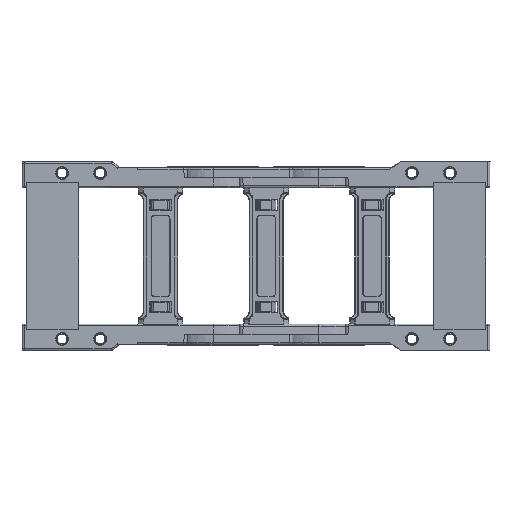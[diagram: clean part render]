
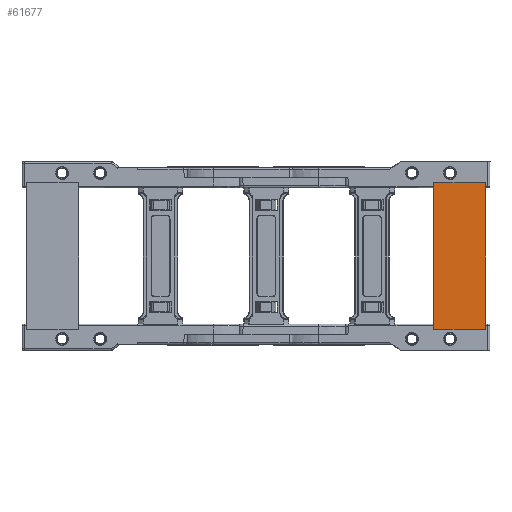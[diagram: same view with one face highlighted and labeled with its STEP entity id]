
A CAD part, front view. The second image highlights one B-rep face of the part: STEP entity #61677.
In plain terms, the highlighted planar face has unit normal (0, -1, 0).
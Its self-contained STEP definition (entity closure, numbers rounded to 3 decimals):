
#1161 = CARTESIAN_POINT ( 'NONE',  ( 29.748, 143.024, -4.503 ) ) ;
#1385 = LINE ( 'NONE', #1161, #14362 ) ;
#3451 = FACE_OUTER_BOUND ( 'NONE', #14781, .T. ) ;
#5052 = VERTEX_POINT ( 'NONE', #40895 ) ;
#5393 = CARTESIAN_POINT ( 'NONE',  ( 29.748, 143.024, -4.503 ) ) ;
#8043 = CARTESIAN_POINT ( 'NONE',  ( 59.985, 143.024, -4.503 ) ) ;
#8371 = CARTESIAN_POINT ( 'NONE',  ( 59.985, 143.024, 81.997 ) ) ;
#14362 = VECTOR ( 'NONE', #36125, 1000. ) ;
#14781 = EDGE_LOOP ( 'NONE', ( #22502, #129690, #147002, #71762 ) ) ;
#16325 = DIRECTION ( 'NONE',  ( 1., 0., 0. ) ) ;
#20008 = DIRECTION ( 'NONE',  ( 0., 0., 1. ) ) ;
#22502 = ORIENTED_EDGE ( 'NONE', *, *, #138887, .T. ) ;
#36125 = DIRECTION ( 'NONE',  ( 0., 0., 1. ) ) ;
#36440 = VECTOR ( 'NONE', #16325, 1000. ) ;
#37065 = AXIS2_PLACEMENT_3D ( 'NONE', #43260, #91720, #139166 ) ;
#40895 = CARTESIAN_POINT ( 'NONE',  ( 29.748, 143.024, 81.997 ) ) ;
#43186 = EDGE_CURVE ( 'NONE', #111938, #5052, #1385, .T. ) ;
#43260 = CARTESIAN_POINT ( 'NONE',  ( 29.748, 143.024, -4.503 ) ) ;
#44290 = CARTESIAN_POINT ( 'NONE',  ( 29.748, 143.024, 81.997 ) ) ;
#55786 = PLANE ( 'NONE',  #37065 ) ;
#61677 = ADVANCED_FACE ( 'NONE', ( #3451 ), #55786, .T. ) ;
#63383 = LINE ( 'NONE', #8043, #119348 ) ;
#68217 = LINE ( 'NONE', #5393, #36440 ) ;
#71762 = ORIENTED_EDGE ( 'NONE', *, *, #131549, .T. ) ;
#91720 = DIRECTION ( 'NONE',  ( 0., -1., 0. ) ) ;
#97647 = CARTESIAN_POINT ( 'NONE',  ( 29.748, 143.024, -4.503 ) ) ;
#111938 = VERTEX_POINT ( 'NONE', #97647 ) ;
#113048 = VERTEX_POINT ( 'NONE', #116894 ) ;
#115672 = EDGE_CURVE ( 'NONE', #5052, #127397, #153743, .T. ) ;
#116391 = VECTOR ( 'NONE', #126749, 1000. ) ;
#116894 = CARTESIAN_POINT ( 'NONE',  ( 59.985, 143.024, -4.503 ) ) ;
#119348 = VECTOR ( 'NONE', #20008, 1000. ) ;
#126749 = DIRECTION ( 'NONE',  ( 1., 0., 0. ) ) ;
#127397 = VERTEX_POINT ( 'NONE', #8371 ) ;
#129690 = ORIENTED_EDGE ( 'NONE', *, *, #115672, .F. ) ;
#131549 = EDGE_CURVE ( 'NONE', #111938, #113048, #68217, .T. ) ;
#138887 = EDGE_CURVE ( 'NONE', #113048, #127397, #63383, .T. ) ;
#139166 = DIRECTION ( 'NONE',  ( 1., 0., 0. ) ) ;
#147002 = ORIENTED_EDGE ( 'NONE', *, *, #43186, .F. ) ;
#153743 = LINE ( 'NONE', #44290, #116391 ) ;
